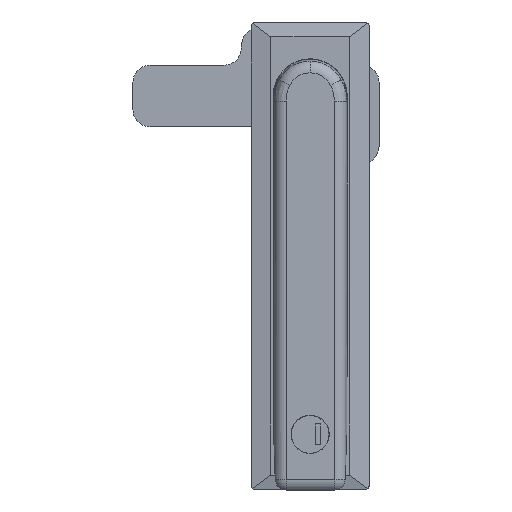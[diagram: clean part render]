
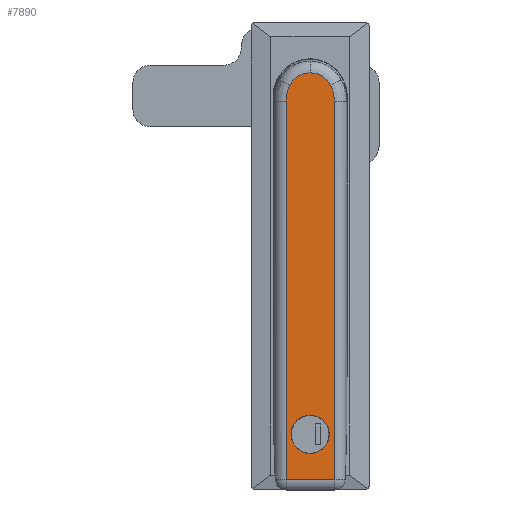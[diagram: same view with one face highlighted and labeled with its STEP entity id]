
A CAD part, top view. The second image highlights one B-rep face of the part: STEP entity #7890.
In plain terms, the highlighted planar face has unit normal (0, 0, 1).
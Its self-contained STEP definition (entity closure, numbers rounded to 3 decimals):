
#111 = CARTESIAN_POINT ( 'NONE',  ( -9.8, 19.9, 8. ) ) ;
#126 = AXIS2_PLACEMENT_3D ( 'NONE', #20890, #12456, #2015 ) ;
#206 = VERTEX_POINT ( 'NONE', #2664 ) ;
#218 = EDGE_CURVE ( 'NONE', #15876, #16388, #21955, .T. ) ;
#479 = CARTESIAN_POINT ( 'NONE',  ( 0., -137.5, 8. ) ) ;
#739 = FACE_BOUND ( 'NONE', #8985, .T. ) ;
#779 = CARTESIAN_POINT ( 'NONE',  ( 14.8, -156., 8. ) ) ;
#992 = FACE_OUTER_BOUND ( 'NONE', #18235, .T. ) ;
#1634 = CARTESIAN_POINT ( 'NONE',  ( -9.8, 0.175, 8. ) ) ;
#2015 = DIRECTION ( 'NONE',  ( 0., 1., 0. ) ) ;
#2171 = CARTESIAN_POINT ( 'NONE',  ( 9.8, -156., 8. ) ) ;
#2251 = DIRECTION ( 'NONE',  ( 1., 0., 0. ) ) ;
#2298 = VECTOR ( 'NONE', #14474, 1000. ) ;
#2664 = CARTESIAN_POINT ( 'NONE',  ( -9.8, -2.101, 8. ) ) ;
#2806 = DIRECTION ( 'NONE',  ( 0., 0., 1. ) ) ;
#2973 = VERTEX_POINT ( 'NONE', #10800 ) ;
#3257 = CARTESIAN_POINT ( 'NONE',  ( 8.288, 4.284, 8. ) ) ;
#3335 = CARTESIAN_POINT ( 'NONE',  ( -9.8, -2.101, 8. ) ) ;
#3680 = VERTEX_POINT ( 'NONE', #13019 ) ;
#3771 = LINE ( 'NONE', #111, #19248 ) ;
#3842 = AXIS2_PLACEMENT_3D ( 'NONE', #479, #19246, #2251 ) ;
#4182 = VERTEX_POINT ( 'NONE', #14377 ) ;
#4247 = PLANE ( 'NONE',  #19403 ) ;
#4820 = CARTESIAN_POINT ( 'NONE',  ( 9.8, 0.175, 8. ) ) ;
#4989 = ORIENTED_EDGE ( 'NONE', *, *, #13102, .F. ) ;
#5630 = DIRECTION ( 'NONE',  ( 0., 0., 1. ) ) ;
#7577 = EDGE_CURVE ( 'NONE', #16851, #4182, #21827, .T. ) ;
#7867 = CARTESIAN_POINT ( 'NONE',  ( 0., -137.5, 8. ) ) ;
#7890 = ADVANCED_FACE ( 'NONE', ( #739, #992 ), #4247, .F. ) ;
#8180 = ORIENTED_EDGE ( 'NONE', *, *, #7577, .T. ) ;
#8205 = CARTESIAN_POINT ( 'NONE',  ( 9.8, 19.9, 8. ) ) ;
#8210 = CARTESIAN_POINT ( 'NONE',  ( -8.288, 4.284, 8. ) ) ;
#8503 = ORIENTED_EDGE ( 'NONE', *, *, #19526, .T. ) ;
#8894 = DIRECTION ( 'NONE',  ( 0., 1., 0. ) ) ;
#8985 = EDGE_LOOP ( 'NONE', ( #21618, #10320 ) ) ;
#9016 = CIRCLE ( 'NONE', #16878, 9.33 ) ;
#9186 = VERTEX_POINT ( 'NONE', #8210 ) ;
#9483 = EDGE_CURVE ( 'NONE', #16388, #15876, #21468, .T. ) ;
#9585 = CARTESIAN_POINT ( 'NONE',  ( 9.282, 2.36, 8. ) ) ;
#9949 = CIRCLE ( 'NONE', #126, 9.33 ) ;
#10320 = ORIENTED_EDGE ( 'NONE', *, *, #218, .F. ) ;
#10687 = CARTESIAN_POINT ( 'NONE',  ( 7.75, -137.5, 8. ) ) ;
#10800 = CARTESIAN_POINT ( 'NONE',  ( 0., 9.33, 8. ) ) ;
#10867 = ORIENTED_EDGE ( 'NONE', *, *, #19394, .T. ) ;
#11392 = CARTESIAN_POINT ( 'NONE',  ( 8.288, 4.284, 8. ) ) ;
#11646 = ORIENTED_EDGE ( 'NONE', *, *, #20952, .T. ) ;
#11998 = DIRECTION ( 'NONE',  ( 0., -1., 0. ) ) ;
#12456 = DIRECTION ( 'NONE',  ( 0., 0., 1. ) ) ;
#13019 = CARTESIAN_POINT ( 'NONE',  ( -9.8, -156., 8. ) ) ;
#13071 = CARTESIAN_POINT ( 'NONE',  ( -14.8, 19.9, 8. ) ) ;
#13102 = EDGE_CURVE ( 'NONE', #16851, #3680, #15369, .T. ) ;
#13125 = CARTESIAN_POINT ( 'NONE',  ( 9.8, -2.101, 8. ) ) ;
#13560 = VECTOR ( 'NONE', #20184, 1000. ) ;
#13579 = CARTESIAN_POINT ( 'NONE',  ( -8.288, 4.284, 8. ) ) ;
#13874 = EDGE_CURVE ( 'NONE', #4182, #21278, #14752, .T. ) ;
#14377 = CARTESIAN_POINT ( 'NONE',  ( 9.8, -2.101, 8. ) ) ;
#14474 = DIRECTION ( 'NONE',  ( -1., 0., 0. ) ) ;
#14752 =( BOUNDED_CURVE ( )  B_SPLINE_CURVE ( 3, ( #13125, #4820, #9585, #11392 ),
 .UNSPECIFIED., .F., .F. ) 
 B_SPLINE_CURVE_WITH_KNOTS ( ( 4, 4 ),
 ( 1.571, 2.134 ),
 .UNSPECIFIED. ) 
 CURVE ( )  GEOMETRIC_REPRESENTATION_ITEM ( )  RATIONAL_B_SPLINE_CURVE ( ( 1., 0.974, 0.974, 1. ) ) 
 REPRESENTATION_ITEM ( '' )  );
#15040 = EDGE_CURVE ( 'NONE', #21278, #2973, #9949, .T. ) ;
#15268 = CARTESIAN_POINT ( 'NONE',  ( -9.282, 2.36, 8. ) ) ;
#15369 = LINE ( 'NONE', #779, #2298 ) ;
#15791 = CARTESIAN_POINT ( 'NONE',  ( -7.75, -137.5, 8. ) ) ;
#15876 = VERTEX_POINT ( 'NONE', #15791 ) ;
#16190 = DIRECTION ( 'NONE',  ( 0., 1., 0. ) ) ;
#16388 = VERTEX_POINT ( 'NONE', #10687 ) ;
#16455 = DIRECTION ( 'NONE',  ( 1., 0., 0. ) ) ;
#16704 = AXIS2_PLACEMENT_3D ( 'NONE', #7867, #2806, #16455 ) ;
#16851 = VERTEX_POINT ( 'NONE', #2171 ) ;
#16878 = AXIS2_PLACEMENT_3D ( 'NONE', #17426, #5630, #8894 ) ;
#17254 = ORIENTED_EDGE ( 'NONE', *, *, #13874, .T. ) ;
#17426 = CARTESIAN_POINT ( 'NONE',  ( 0., 0., 8. ) ) ;
#18051 = DIRECTION ( 'NONE',  ( 0., 0., -1. ) ) ;
#18235 = EDGE_LOOP ( 'NONE', ( #18728, #8503, #10867, #11646, #4989, #8180, #17254 ) ) ;
#18728 = ORIENTED_EDGE ( 'NONE', *, *, #15040, .T. ) ;
#19246 = DIRECTION ( 'NONE',  ( 0., 0., 1. ) ) ;
#19248 = VECTOR ( 'NONE', #11998, 1000. ) ;
#19394 = EDGE_CURVE ( 'NONE', #9186, #206, #21739, .T. ) ;
#19403 = AXIS2_PLACEMENT_3D ( 'NONE', #13071, #18051, #16190 ) ;
#19526 = EDGE_CURVE ( 'NONE', #2973, #9186, #9016, .T. ) ;
#20184 = DIRECTION ( 'NONE',  ( 0., 1., 0. ) ) ;
#20890 = CARTESIAN_POINT ( 'NONE',  ( 0., 0., 8. ) ) ;
#20952 = EDGE_CURVE ( 'NONE', #206, #3680, #3771, .T. ) ;
#21278 = VERTEX_POINT ( 'NONE', #3257 ) ;
#21468 = CIRCLE ( 'NONE', #3842, 7.75 ) ;
#21618 = ORIENTED_EDGE ( 'NONE', *, *, #9483, .F. ) ;
#21739 =( BOUNDED_CURVE ( )  B_SPLINE_CURVE ( 3, ( #13579, #15268, #1634, #3335 ),
 .UNSPECIFIED., .F., .F. ) 
 B_SPLINE_CURVE_WITH_KNOTS ( ( 4, 4 ),
 ( 4.149, 4.712 ),
 .UNSPECIFIED. ) 
 CURVE ( )  GEOMETRIC_REPRESENTATION_ITEM ( )  RATIONAL_B_SPLINE_CURVE ( ( 1., 0.974, 0.974, 1. ) ) 
 REPRESENTATION_ITEM ( '' )  );
#21827 = LINE ( 'NONE', #8205, #13560 ) ;
#21955 = CIRCLE ( 'NONE', #16704, 7.75 ) ;
